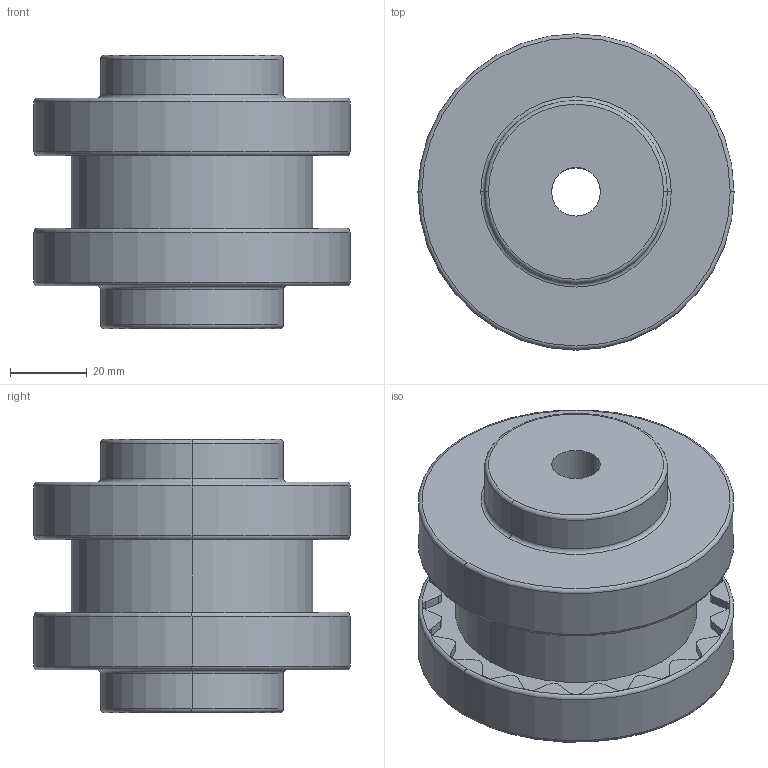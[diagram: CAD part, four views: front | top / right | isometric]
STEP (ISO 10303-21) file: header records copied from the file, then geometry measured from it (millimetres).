
FILE_DESCRIPTION((''),'2;1');
FILE_NAME('SF-5S-5JE_ASM','2013-04-02T',('ppetruska'),(''),'PRO/ENGINEER BY PARAMETRIC TECHNOLOGY CORPORATION, 2012480','PRO/ENGINEER BY PARAMETRIC TECHNOLOGY CORPORATION, 2012480','');
FILE_SCHEMA(('CONFIG_CONTROL_DESIGN'));
Length unit declared in the file: millimetre
Products named in the file (3): 5JE-SLEEVE; 5S-FLANGE; SF-5S-5JE_ASM
Assembly tree (3 placements, depth 2):
  SF-5S-5JE_ASM
    5JE-SLEEVE
    5S-FLANGE  x2
Bounding box: 82.5 x 82.5 x 71.3 mm (x, y, z)
Volume: 231957.9 mm3; surface area: 72603.8 mm2
Topology: 3 solids, 3 shells, 981 faces, 2871 edges, 1906 vertices
Faces by surface type: cylinder 661, plane 296, torus 24
Entity records: 23535 total; most frequent: DIRECTION 4387, CARTESIAN_POINT 4078, ORIENTED_EDGE 4062, EDGE_CURVE 2031, AXIS2_PLACEMENT_3D 1659, VERTEX_POINT 1350, VECTOR 1069, LINE 1069
